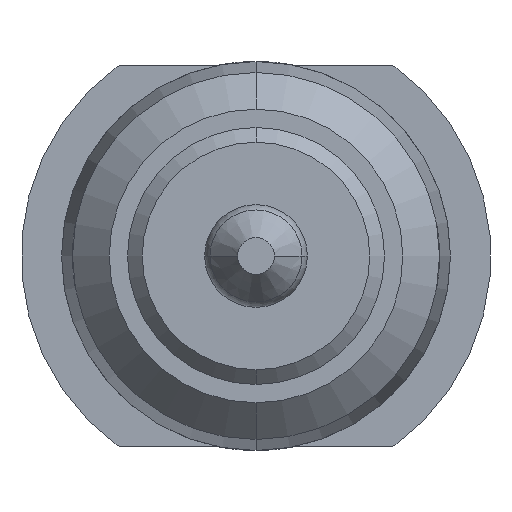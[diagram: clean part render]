
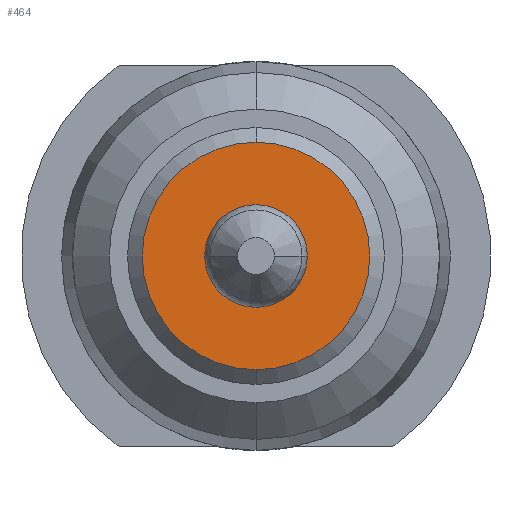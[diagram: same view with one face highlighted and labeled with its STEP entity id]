
A CAD part, front view. The second image highlights one B-rep face of the part: STEP entity #464.
In plain terms, the highlighted planar face has unit normal (0, -1, 0).
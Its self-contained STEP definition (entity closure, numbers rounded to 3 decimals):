
#76 = ORIENTED_EDGE ( 'NONE', *, *, #1280, .T. ) ;
#286 = CIRCLE ( 'NONE', #1096, 0.775 ) ;
#293 = DIRECTION ( 'NONE',  ( 0., 0., 1. ) ) ;
#387 = CARTESIAN_POINT ( 'NONE',  ( 0., -29., 0. ) ) ;
#422 = DIRECTION ( 'NONE',  ( 0., -1., 0. ) ) ;
#464 = ADVANCED_FACE ( 'Defeature ausgef�hrt1_62', ( #4766, #4419 ), #3855, .F. ) ;
#522 = VERTEX_POINT ( 'NONE', #4274 ) ;
#604 = CARTESIAN_POINT ( 'NONE',  ( 0.35, -29., 0. ) ) ;
#1096 = AXIS2_PLACEMENT_3D ( 'NONE', #5515, #2407, #293 ) ;
#1162 = CARTESIAN_POINT ( 'NONE',  ( 0., -29., -0.775 ) ) ;
#1264 = VERTEX_POINT ( 'NONE', #604 ) ;
#1280 = EDGE_CURVE ( 'Defeature ausgef�hrt1_62+Defeature ausgef�hrt1_63+Defeature ausgef�hrt1_63+Defeature ausgef�hrt1_63', #2385, #5026, #286, .T. ) ;
#1340 = AXIS2_PLACEMENT_3D ( 'NONE', #1467, #4520, #1447 ) ;
#1447 = DIRECTION ( 'NONE',  ( 0., 0., 1. ) ) ;
#1467 = CARTESIAN_POINT ( 'NONE',  ( 0., -29., 0. ) ) ;
#1657 = AXIS2_PLACEMENT_3D ( 'NONE', #2572, #3429, #1713 ) ;
#1713 = DIRECTION ( 'NONE',  ( 0., 0., 1. ) ) ;
#2098 = CIRCLE ( 'NONE', #3222, 0.35 ) ;
#2331 = ORIENTED_EDGE ( 'NONE', *, *, #5050, .T. ) ;
#2385 = VERTEX_POINT ( 'NONE', #3201 ) ;
#2407 = DIRECTION ( 'NONE',  ( 0., -1., 0. ) ) ;
#2572 = CARTESIAN_POINT ( 'NONE',  ( 0.875, -29., 0. ) ) ;
#2906 = EDGE_CURVE ( 'Defeature ausgef�hrt1_64+Defeature ausgef�hrt1_62+Defeature ausgef�hrt1_62+Defeature ausgef�hrt1_62', #1264, #522, #4228, .T. ) ;
#3201 = CARTESIAN_POINT ( 'NONE',  ( 0., -29., 0.775 ) ) ;
#3222 = AXIS2_PLACEMENT_3D ( 'NONE', #3304, #4623, #5550 ) ;
#3304 = CARTESIAN_POINT ( 'NONE',  ( 0., -29., 0. ) ) ;
#3336 = EDGE_LOOP ( 'NONE', ( #76, #2331 ) ) ;
#3429 = DIRECTION ( 'NONE',  ( 0., 1., 0. ) ) ;
#3662 = ORIENTED_EDGE ( 'NONE', *, *, #5016, .F. ) ;
#3824 = DIRECTION ( 'NONE',  ( 0., 0., 1. ) ) ;
#3855 = PLANE ( 'NONE',  #1657 ) ;
#4032 = EDGE_LOOP ( 'NONE', ( #3662, #5344 ) ) ;
#4228 = CIRCLE ( 'NONE', #1340, 0.35 ) ;
#4274 = CARTESIAN_POINT ( 'NONE',  ( -0.35, -29., 0. ) ) ;
#4419 = FACE_OUTER_BOUND ( 'NONE', #3336, .T. ) ;
#4520 = DIRECTION ( 'NONE',  ( 0., -1., 0. ) ) ;
#4623 = DIRECTION ( 'NONE',  ( 0., -1., 0. ) ) ;
#4679 = CIRCLE ( 'NONE', #5143, 0.775 ) ;
#4766 = FACE_BOUND ( 'NONE', #4032, .T. ) ;
#5016 = EDGE_CURVE ( 'Defeature ausgef�hrt1_64+Defeature ausgef�hrt1_62+Defeature ausgef�hrt1_62+Defeature ausgef�hrt1_62', #522, #1264, #2098, .T. ) ;
#5026 = VERTEX_POINT ( 'NONE', #1162 ) ;
#5050 = EDGE_CURVE ( 'Defeature ausgef�hrt1_62+Defeature ausgef�hrt1_63+Defeature ausgef�hrt1_63+Defeature ausgef�hrt1_63', #5026, #2385, #4679, .T. ) ;
#5143 = AXIS2_PLACEMENT_3D ( 'NONE', #387, #422, #3824 ) ;
#5344 = ORIENTED_EDGE ( 'NONE', *, *, #2906, .F. ) ;
#5515 = CARTESIAN_POINT ( 'NONE',  ( 0., -29., 0. ) ) ;
#5550 = DIRECTION ( 'NONE',  ( 0., 0., 1. ) ) ;
